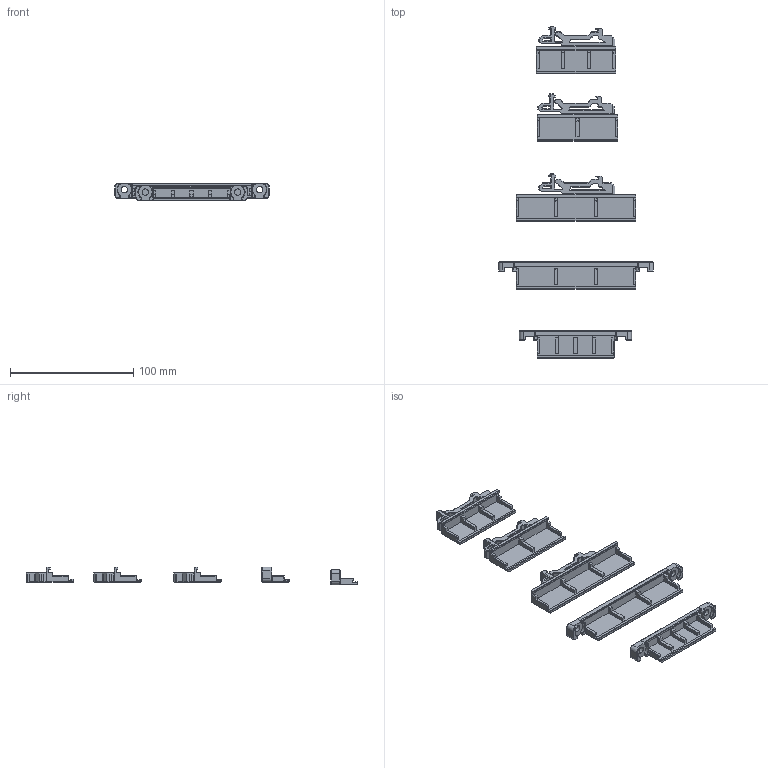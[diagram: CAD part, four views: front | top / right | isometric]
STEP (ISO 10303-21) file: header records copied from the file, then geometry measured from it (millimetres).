
FILE_DESCRIPTION(/* description */ (''),/* implementation_level */ '2;1');
FILE_NAME(/* name */ 'Wago 221-xxx Extrusion & Thin Din Mount v7.step',/* time_stamp */ '2022-02-13T17:30:51-08:00',/* author */ (''),/* organization */ (''),/* preprocessor_version */ 'ST-DEVELOPER v18.1',/* originating_system */ 'Autodesk Translation Framework v10.13.0.1454',/* authorisation */ '');
FILE_SCHEMA (('AUTOMOTIVE_DESIGN { 1 0 10303 214 3 1 1 }'));
Length unit declared in the file: millimetre
Products named in the file (9): Wago 221-xxx Extrusion & Thin Din Mount; Wago 4x 221-412 Extrusion Mount; PCB DIN Clip (1); M2x10 Self-tapping Screw (1); M2x10 Self-tapping Screw (15); Wago 3x 221-415 Extrusion Mount; Wago 3x 221-415 Thin Din Rail Mount; Wago 3x 221-415 Thin Din Rail Mount (1); Wago 3x 221-415 Thin Din Rail Mount (2)
Assembly tree (10 placements, depth 3):
  Wago 221-xxx Extrusion & Thin Din Mount
    Wago 4x 221-412 Extrusion Mount
    Wago 3x 221-415 Extrusion Mount  x2
    PCB DIN Clip (1)
      M2x10 Self-tapping Screw (1)
      M2x10 Self-tapping Screw (15)
    Wago 3x 221-415 Thin Din Rail Mount  x2
    Wago 3x 221-415 Thin Din Rail Mount (1)
    Wago 3x 221-415 Thin Din Rail Mount (2)
Bounding box: 125.9 x 269.85 x 14.2 mm (x, y, z)
Volume: 64658.5 mm3; surface area: 59404.6 mm2
Topology: 7 solids, 7 shells, 1742 faces, 4252 edges, 2524 vertices
Faces by surface type: plane 1646, cone 60, cylinder 36
Full cylindrical faces by diameter (mm): 5.2 x6
Entity records: 35819 total; most frequent: CARTESIAN_POINT 6296, ORIENTED_EDGE 6166, DIRECTION 5713, EDGE_CURVE 3083, LINE 2943, VECTOR 2943, VERTEX_POINT 1828, AXIS2_PLACEMENT_3D 1385
